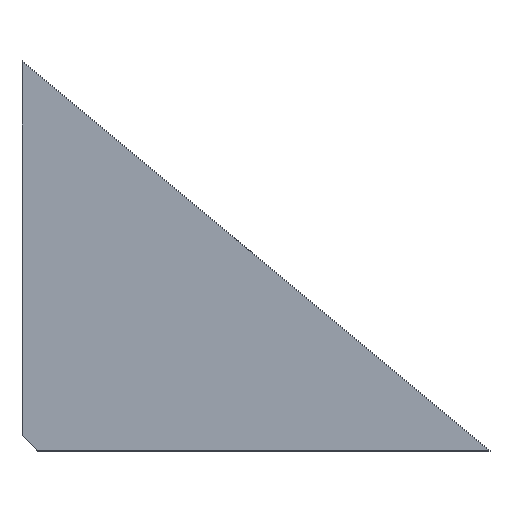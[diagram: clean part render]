
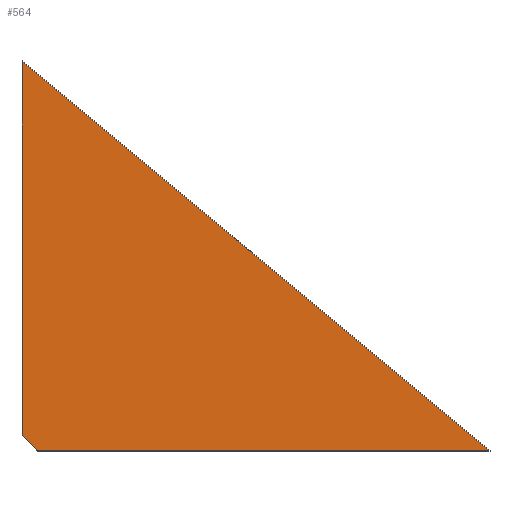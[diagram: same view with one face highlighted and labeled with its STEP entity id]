
A CAD part, top view. The second image highlights one B-rep face of the part: STEP entity #564.
In plain terms, the highlighted planar face has unit normal (0, 0, 1).
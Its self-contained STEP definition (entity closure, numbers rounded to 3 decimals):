
#177=DIRECTION('',(0.707,-0.707,0.));
#178=VECTOR('',#177,2.828);
#179=CARTESIAN_POINT('',(0.,2.,10.));
#180=LINE('',#179,#178);
#181=DIRECTION('',(0.,-1.,0.));
#182=VECTOR('',#181,48.);
#183=CARTESIAN_POINT('',(0.,50.,10.));
#184=LINE('',#183,#182);
#185=DIRECTION('',(-0.768,0.64,0.));
#186=VECTOR('',#185,78.102);
#187=CARTESIAN_POINT('',(60.,0.,10.));
#188=LINE('',#187,#186);
#189=DIRECTION('',(1.,0.,0.));
#190=VECTOR('',#189,58.);
#191=CARTESIAN_POINT('',(2.,0.,10.));
#192=LINE('',#191,#190);
#237=CARTESIAN_POINT('',(60.,0.,10.));
#238=CARTESIAN_POINT('',(0.,50.,10.));
#239=VERTEX_POINT('',#237);
#240=VERTEX_POINT('',#238);
#245=CARTESIAN_POINT('',(0.,2.,10.));
#246=VERTEX_POINT('',#245);
#247=CARTESIAN_POINT('',(2.,0.,10.));
#248=VERTEX_POINT('',#247);
#553=CARTESIAN_POINT('',(0.,0.,10.));
#554=DIRECTION('',(0.,0.,1.));
#555=DIRECTION('',(1.,0.,0.));
#556=AXIS2_PLACEMENT_3D('',#553,#554,#555);
#557=PLANE('',#556);
#558=ORIENTED_EDGE('',*,*,#273,.F.);
#559=ORIENTED_EDGE('',*,*,#289,.F.);
#560=ORIENTED_EDGE('',*,*,#418,.F.);
#561=ORIENTED_EDGE('',*,*,#430,.F.);
#562=EDGE_LOOP('',(#558,#559,#560,#561));
#563=FACE_OUTER_BOUND('',#562,.F.);
#564=ADVANCED_FACE('',(#563),#557,.T.);
#273=EDGE_CURVE('',#246,#248,#180,.T.);
#289=EDGE_CURVE('',#240,#246,#184,.T.);
#418=EDGE_CURVE('',#239,#240,#188,.T.);
#430=EDGE_CURVE('',#248,#239,#192,.T.);
